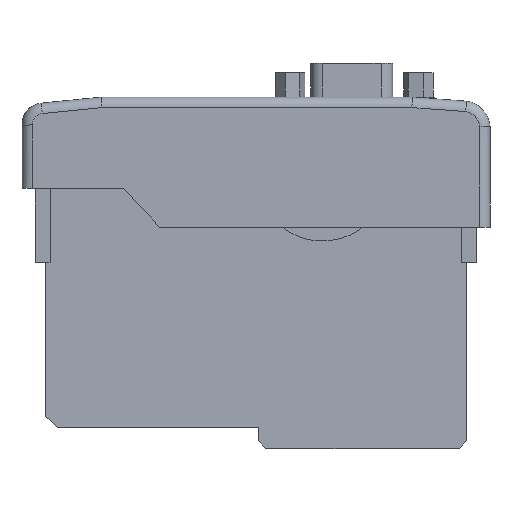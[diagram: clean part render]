
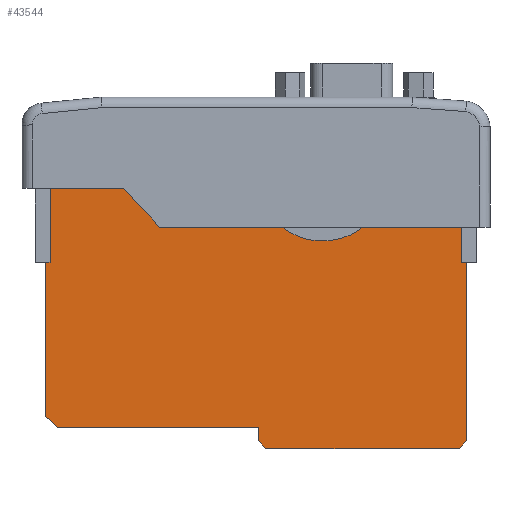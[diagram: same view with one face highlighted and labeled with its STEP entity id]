
A CAD part, left-side view. The second image highlights one B-rep face of the part: STEP entity #43544.
In plain terms, the highlighted planar face has unit normal (-1, 0, 0).
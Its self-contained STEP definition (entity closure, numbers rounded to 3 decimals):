
#147 = ORIENTED_EDGE ( 'NONE', *, *, #23568, .F. ) ;
#284 = DIRECTION ( 'NONE',  ( 0., 1., 0. ) ) ;
#423 = VECTOR ( 'NONE', #50524, 1000. ) ;
#605 = EDGE_CURVE ( 'NONE', #55961, #28842, #26286, .T. ) ;
#1013 = EDGE_CURVE ( 'NONE', #28160, #10682, #41688, .T. ) ;
#2009 = ORIENTED_EDGE ( 'NONE', *, *, #19837, .F. ) ;
#3675 = CARTESIAN_POINT ( 'NONE',  ( 24.783, 23.432, 2.614 ) ) ;
#3710 = VECTOR ( 'NONE', #5458, 1000. ) ;
#4285 = EDGE_CURVE ( 'NONE', #28842, #35887, #9247, .T. ) ;
#5135 = EDGE_CURVE ( 'NONE', #24221, #17430, #44154, .T. ) ;
#5458 = DIRECTION ( 'NONE',  ( 0., 0.664, 0.748 ) ) ;
#6048 = DIRECTION ( 'NONE',  ( 0., 0., 1. ) ) ;
#6369 = DIRECTION ( 'NONE',  ( 0., 1., 0. ) ) ;
#6643 = CARTESIAN_POINT ( 'NONE',  ( 24.783, 3.929, -60.915 ) ) ;
#6881 = DIRECTION ( 'NONE',  ( 0., -0.998, -0.067 ) ) ;
#7175 = CARTESIAN_POINT ( 'NONE',  ( 24.783, -36.071, -60.915 ) ) ;
#7199 = LINE ( 'NONE', #16053, #8101 ) ;
#7292 = CARTESIAN_POINT ( 'NONE',  ( 24.783, 42.612, -58.41 ) ) ;
#7425 = ORIENTED_EDGE ( 'NONE', *, *, #41634, .F. ) ;
#7881 = FACE_OUTER_BOUND ( 'NONE', #11648, .T. ) ;
#7980 = VECTOR ( 'NONE', #63648, 1000. ) ;
#8101 = VECTOR ( 'NONE', #16291, 1000. ) ;
#8148 = CARTESIAN_POINT ( 'NONE',  ( 24.783, 44.929, 1.881 ) ) ;
#8390 = CARTESIAN_POINT ( 'NONE',  ( 24.783, -35.086, -26.636 ) ) ;
#9207 = VECTOR ( 'NONE', #50066, 1000. ) ;
#9247 = LINE ( 'NONE', #20800, #38346 ) ;
#9446 = VECTOR ( 'NONE', #284, 1000. ) ;
#9833 = VECTOR ( 'NONE', #20918, 1000. ) ;
#10447 = EDGE_CURVE ( 'NONE', #20376, #61290, #7199, .T. ) ;
#10682 = VERTEX_POINT ( 'NONE', #36388 ) ;
#10820 = CARTESIAN_POINT ( 'NONE',  ( 24.783, -36.071, -26.636 ) ) ;
#11046 = CARTESIAN_POINT ( 'NONE',  ( 24.783, 2.563, -62.453 ) ) ;
#11556 = CARTESIAN_POINT ( 'NONE',  ( 24.783, 0.211, -98.537 ) ) ;
#11648 = EDGE_LOOP ( 'NONE', ( #55413, #60267, #68525, #64417, #49675, #60552, #48280, #34590, #2009, #7425, #38074, #69446, #16713, #33674, #19275 ) ) ;
#11806 = DIRECTION ( 'NONE',  ( -1., 0., 0. ) ) ;
#11936 = CARTESIAN_POINT ( 'NONE',  ( 24.783, -17.362, 3.131 ) ) ;
#12407 = CARTESIAN_POINT ( 'NONE',  ( 24.783, -36.071, -60.915 ) ) ;
#12711 = VECTOR ( 'NONE', #46186, 1000. ) ;
#13964 = LINE ( 'NONE', #16895, #70475 ) ;
#14972 = DIRECTION ( 'NONE',  ( 0., 0., 1. ) ) ;
#15411 = CARTESIAN_POINT ( 'NONE',  ( 24.783, -34.587, -62.453 ) ) ;
#16053 = CARTESIAN_POINT ( 'NONE',  ( 24.783, 3.929, -58.41 ) ) ;
#16291 = DIRECTION ( 'NONE',  ( 0., 0., 1. ) ) ;
#16713 = ORIENTED_EDGE ( 'NONE', *, *, #51922, .F. ) ;
#16718 = VERTEX_POINT ( 'NONE', #21225 ) ;
#16895 = CARTESIAN_POINT ( 'NONE',  ( 24.783, 42.612, -58.41 ) ) ;
#17077 = CARTESIAN_POINT ( 'NONE',  ( 24.783, 23.432, -0.386 ) ) ;
#17430 = VERTEX_POINT ( 'NONE', #66565 ) ;
#17597 = VECTOR ( 'NONE', #18615, 1000. ) ;
#18365 = CARTESIAN_POINT ( 'NONE',  ( 24.783, 44.929, -56.217 ) ) ;
#18401 = LINE ( 'NONE', #18365, #17597 ) ;
#18615 = DIRECTION ( 'NONE',  ( 0., 0.726, 0.687 ) ) ;
#18818 = VECTOR ( 'NONE', #14972, 1000. ) ;
#19241 = LINE ( 'NONE', #11936, #20984 ) ;
#19275 = ORIENTED_EDGE ( 'NONE', *, *, #605, .F. ) ;
#19837 = EDGE_CURVE ( 'NONE', #38993, #68270, #24377, .T. ) ;
#20376 = VERTEX_POINT ( 'NONE', #6643 ) ;
#20800 = CARTESIAN_POINT ( 'NONE',  ( 24.783, 30.283, 3.131 ) ) ;
#20918 = DIRECTION ( 'NONE',  ( 0., 0.694, -0.72 ) ) ;
#20984 = VECTOR ( 'NONE', #6881, 1000. ) ;
#21225 = CARTESIAN_POINT ( 'NONE',  ( 24.783, 23.432, -0.386 ) ) ;
#21287 = CARTESIAN_POINT ( 'NONE',  ( 24.783, 30.299, -0.386 ) ) ;
#21296 = CARTESIAN_POINT ( 'NONE',  ( 24.783, 3.929, -60.915 ) ) ;
#21978 = EDGE_CURVE ( 'NONE', #47538, #61329, #67610, .T. ) ;
#22096 = CARTESIAN_POINT ( 'NONE',  ( 24.783, 3.929, -58.41 ) ) ;
#22256 = DIRECTION ( 'NONE',  ( 0., 0., 1. ) ) ;
#22568 = LINE ( 'NONE', #8148, #7980 ) ;
#22769 = CARTESIAN_POINT ( 'NONE',  ( 24.783, 44.929, 1.881 ) ) ;
#22846 = DIRECTION ( 'NONE',  ( 0., -1., 0. ) ) ;
#23125 = CARTESIAN_POINT ( 'NONE',  ( 24.783, 23.432, 2.614 ) ) ;
#23568 = EDGE_CURVE ( 'NONE', #16718, #43154, #50160, .T. ) ;
#24065 = DIRECTION ( 'NONE',  ( 0., 0., 1. ) ) ;
#24221 = VERTEX_POINT ( 'NONE', #62737 ) ;
#24377 = LINE ( 'NONE', #68995, #9833 ) ;
#25116 = VECTOR ( 'NONE', #49755, 1000. ) ;
#26286 = LINE ( 'NONE', #22769, #9207 ) ;
#26287 = DIRECTION ( 'NONE',  ( 0., -1., 0. ) ) ;
#27231 = EDGE_CURVE ( 'NONE', #47870, #24221, #22568, .T. ) ;
#27465 = ORIENTED_EDGE ( 'NONE', *, *, #48110, .F. ) ;
#27872 = VECTOR ( 'NONE', #64684, 1000. ) ;
#28160 = VERTEX_POINT ( 'NONE', #8390 ) ;
#28842 = VERTEX_POINT ( 'NONE', #36153 ) ;
#31321 = EDGE_CURVE ( 'NONE', #31731, #20376, #67871, .T. ) ;
#31349 = EDGE_CURVE ( 'NONE', #28160, #59990, #45688, .T. ) ;
#31469 = VECTOR ( 'NONE', #22846, 1000. ) ;
#31731 = VERTEX_POINT ( 'NONE', #11046 ) ;
#33674 = ORIENTED_EDGE ( 'NONE', *, *, #4285, .F. ) ;
#34590 = ORIENTED_EDGE ( 'NONE', *, *, #61297, .F. ) ;
#35390 = EDGE_LOOP ( 'NONE', ( #27465, #52870, #43017, #147 ) ) ;
#35887 = VERTEX_POINT ( 'NONE', #45716 ) ;
#36153 = CARTESIAN_POINT ( 'NONE',  ( 24.783, 30.283, 3.131 ) ) ;
#36388 = CARTESIAN_POINT ( 'NONE',  ( 24.783, -35.086, 1.947 ) ) ;
#37872 = CARTESIAN_POINT ( 'NONE',  ( 24.783, 2.563, -62.453 ) ) ;
#38074 = ORIENTED_EDGE ( 'NONE', *, *, #31349, .F. ) ;
#38219 = LINE ( 'NONE', #3675, #45946 ) ;
#38346 = VECTOR ( 'NONE', #26287, 1000. ) ;
#38993 = VERTEX_POINT ( 'NONE', #7175 ) ;
#41634 = EDGE_CURVE ( 'NONE', #59990, #38993, #70059, .T. ) ;
#41688 = LINE ( 'NONE', #46376, #48500 ) ;
#42950 = CARTESIAN_POINT ( 'NONE',  ( 24.783, 23.432, -0.386 ) ) ;
#43017 = ORIENTED_EDGE ( 'NONE', *, *, #71018, .T. ) ;
#43154 = VERTEX_POINT ( 'NONE', #23125 ) ;
#43544 = ADVANCED_FACE ( 'NONE', ( #53310, #7881 ), #56063, .T. ) ;
#44154 = LINE ( 'NONE', #49803, #423 ) ;
#44546 = VECTOR ( 'NONE', #22256, 1000. ) ;
#44814 = EDGE_CURVE ( 'NONE', #17430, #55961, #58262, .T. ) ;
#45688 = LINE ( 'NONE', #61429, #25116 ) ;
#45716 = CARTESIAN_POINT ( 'NONE',  ( 24.783, -17.362, 3.131 ) ) ;
#45946 = VECTOR ( 'NONE', #68741, 1000. ) ;
#46056 = LINE ( 'NONE', #17077, #31469 ) ;
#46186 = DIRECTION ( 'NONE',  ( 0., 0., -1. ) ) ;
#46376 = CARTESIAN_POINT ( 'NONE',  ( 24.783, -35.086, -26.636 ) ) ;
#47538 = VERTEX_POINT ( 'NONE', #21287 ) ;
#47870 = VERTEX_POINT ( 'NONE', #54428 ) ;
#48044 = CARTESIAN_POINT ( 'NONE',  ( 24.783, 44.089, -26.636 ) ) ;
#48110 = EDGE_CURVE ( 'NONE', #47538, #16718, #46056, .T. ) ;
#48280 = ORIENTED_EDGE ( 'NONE', *, *, #31321, .F. ) ;
#48500 = VECTOR ( 'NONE', #24065, 1000. ) ;
#49675 = ORIENTED_EDGE ( 'NONE', *, *, #66239, .F. ) ;
#49755 = DIRECTION ( 'NONE',  ( 0., -1., 0. ) ) ;
#49803 = CARTESIAN_POINT ( 'NONE',  ( 24.783, 44.089, -26.636 ) ) ;
#50066 = DIRECTION ( 'NONE',  ( 0., -0.996, 0.085 ) ) ;
#50160 = LINE ( 'NONE', #42950, #27872 ) ;
#50524 = DIRECTION ( 'NONE',  ( 0., -1., 0. ) ) ;
#51922 = EDGE_CURVE ( 'NONE', #35887, #10682, #19241, .T. ) ;
#52870 = ORIENTED_EDGE ( 'NONE', *, *, #21978, .T. ) ;
#53310 = FACE_BOUND ( 'NONE', #35390, .T. ) ;
#54428 = CARTESIAN_POINT ( 'NONE',  ( 24.783, 44.929, -56.217 ) ) ;
#54788 = LINE ( 'NONE', #37872, #9446 ) ;
#55413 = ORIENTED_EDGE ( 'NONE', *, *, #44814, .F. ) ;
#55961 = VERTEX_POINT ( 'NONE', #59886 ) ;
#56063 = PLANE ( 'NONE',  #56488 ) ;
#56488 = AXIS2_PLACEMENT_3D ( 'NONE', #11556, #11806, #6048 ) ;
#58262 = LINE ( 'NONE', #48044, #18818 ) ;
#59640 = CARTESIAN_POINT ( 'NONE',  ( 24.783, 30.299, 2.614 ) ) ;
#59886 = CARTESIAN_POINT ( 'NONE',  ( 24.783, 44.089, 1.953 ) ) ;
#59990 = VERTEX_POINT ( 'NONE', #10820 ) ;
#60267 = ORIENTED_EDGE ( 'NONE', *, *, #5135, .F. ) ;
#60552 = ORIENTED_EDGE ( 'NONE', *, *, #10447, .F. ) ;
#61290 = VERTEX_POINT ( 'NONE', #22096 ) ;
#61297 = EDGE_CURVE ( 'NONE', #68270, #31731, #54788, .T. ) ;
#61329 = VERTEX_POINT ( 'NONE', #59640 ) ;
#61429 = CARTESIAN_POINT ( 'NONE',  ( 24.783, -35.086, -26.636 ) ) ;
#62737 = CARTESIAN_POINT ( 'NONE',  ( 24.783, 44.929, -26.636 ) ) ;
#62755 = EDGE_CURVE ( 'NONE', #63194, #47870, #18401, .T. ) ;
#63194 = VERTEX_POINT ( 'NONE', #7292 ) ;
#63648 = DIRECTION ( 'NONE',  ( 0., 0., 1. ) ) ;
#64417 = ORIENTED_EDGE ( 'NONE', *, *, #62755, .F. ) ;
#64684 = DIRECTION ( 'NONE',  ( 0., 0., 1. ) ) ;
#65291 = CARTESIAN_POINT ( 'NONE',  ( 24.783, 30.299, -0.386 ) ) ;
#66239 = EDGE_CURVE ( 'NONE', #61290, #63194, #13964, .T. ) ;
#66565 = CARTESIAN_POINT ( 'NONE',  ( 24.783, 44.089, -26.636 ) ) ;
#67610 = LINE ( 'NONE', #65291, #44546 ) ;
#67871 = LINE ( 'NONE', #21296, #3710 ) ;
#68270 = VERTEX_POINT ( 'NONE', #15411 ) ;
#68525 = ORIENTED_EDGE ( 'NONE', *, *, #27231, .F. ) ;
#68741 = DIRECTION ( 'NONE',  ( 0., -1., 0. ) ) ;
#68995 = CARTESIAN_POINT ( 'NONE',  ( 24.783, -34.587, -62.453 ) ) ;
#69446 = ORIENTED_EDGE ( 'NONE', *, *, #1013, .T. ) ;
#70059 = LINE ( 'NONE', #12407, #12711 ) ;
#70475 = VECTOR ( 'NONE', #6369, 1000. ) ;
#71018 = EDGE_CURVE ( 'NONE', #61329, #43154, #38219, .T. ) ;
